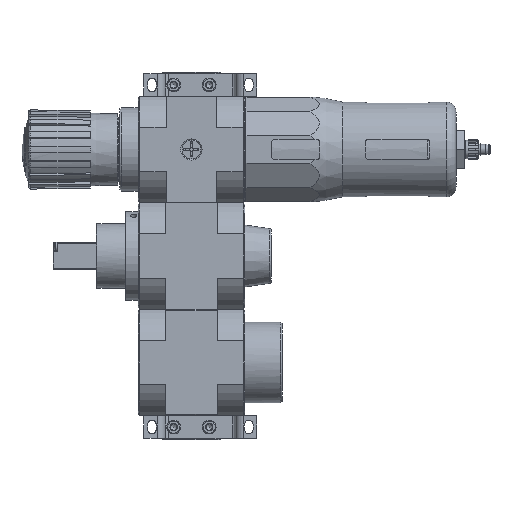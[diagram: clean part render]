
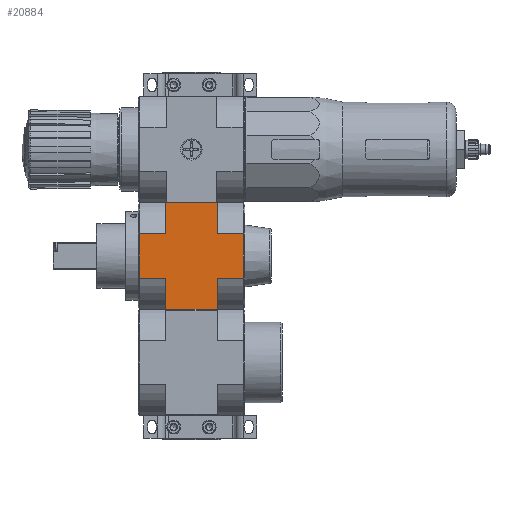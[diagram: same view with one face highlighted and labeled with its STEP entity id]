
A CAD part, left-side view. The second image highlights one B-rep face of the part: STEP entity #20884.
In plain terms, the highlighted face is planar.
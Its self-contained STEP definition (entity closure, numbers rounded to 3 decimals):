
#5602=ORIENTED_EDGE('',*,*,#9963,.T.);
#5603=ORIENTED_EDGE('',*,*,#9964,.F.);
#5604=ORIENTED_EDGE('',*,*,#9965,.T.);
#5605=ORIENTED_EDGE('',*,*,#9947,.T.);
#5606=ORIENTED_EDGE('',*,*,#9966,.F.);
#5607=ORIENTED_EDGE('',*,*,#9967,.F.);
#5608=ORIENTED_EDGE('',*,*,#9968,.F.);
#5609=ORIENTED_EDGE('',*,*,#9969,.F.);
#5610=ORIENTED_EDGE('',*,*,#9970,.F.);
#5611=ORIENTED_EDGE('',*,*,#9955,.T.);
#5612=ORIENTED_EDGE('',*,*,#9971,.T.);
#5613=ORIENTED_EDGE('',*,*,#9972,.F.);
#9947=EDGE_CURVE('',#12407,#12406,#13907,.T.);
#9955=EDGE_CURVE('',#12414,#12413,#13912,.T.);
#9963=EDGE_CURVE('',#12420,#12421,#13920,.T.);
#9964=EDGE_CURVE('',#12422,#12421,#13921,.F.);
#9965=EDGE_CURVE('',#12422,#12407,#13922,.T.);
#9966=EDGE_CURVE('',#12423,#12406,#13923,.T.);
#9967=EDGE_CURVE('',#12424,#12423,#13924,.F.);
#9968=EDGE_CURVE('',#12425,#12424,#13925,.T.);
#9969=EDGE_CURVE('',#12426,#12425,#13926,.T.);
#9970=EDGE_CURVE('',#12414,#12426,#13927,.T.);
#9971=EDGE_CURVE('',#12413,#12427,#13928,.T.);
#9972=EDGE_CURVE('',#12420,#12427,#13929,.T.);
#12406=VERTEX_POINT('',#42165);
#12407=VERTEX_POINT('',#42167);
#12413=VERTEX_POINT('',#42181);
#12414=VERTEX_POINT('',#42183);
#12420=VERTEX_POINT('',#42198);
#12421=VERTEX_POINT('',#42199);
#12422=VERTEX_POINT('',#42201);
#12423=VERTEX_POINT('',#42204);
#12424=VERTEX_POINT('',#42206);
#12425=VERTEX_POINT('',#42208);
#12426=VERTEX_POINT('',#42210);
#12427=VERTEX_POINT('',#42213);
#13907=LINE('',#42166,#15389);
#13912=LINE('',#42182,#15394);
#13920=LINE('',#42197,#15402);
#13921=LINE('',#42200,#15403);
#13922=LINE('',#42202,#15404);
#13923=LINE('',#42203,#15405);
#13924=LINE('',#42205,#15406);
#13925=LINE('',#42207,#15407);
#13926=LINE('',#42209,#15408);
#13927=LINE('',#42211,#15409);
#13928=LINE('',#42212,#15410);
#13929=LINE('',#42214,#15411);
#15389=VECTOR('',#34475,1000.);
#15394=VECTOR('',#34488,1000.);
#15402=VECTOR('',#34498,1000.);
#15403=VECTOR('',#34499,1000.);
#15404=VECTOR('',#34500,1000.);
#15405=VECTOR('',#34501,1000.);
#15406=VECTOR('',#34502,1000.);
#15407=VECTOR('',#34503,1000.);
#15408=VECTOR('',#34504,1000.);
#15409=VECTOR('',#34505,1000.);
#15410=VECTOR('',#34506,1000.);
#15411=VECTOR('',#34507,1000.);
#17022=EDGE_LOOP('',(#5602,#5603,#5604,#5605,#5606,#5607,#5608,#5609,#5610,
#5611,#5612,#5613));
#18711=FACE_BOUND('',#17022,.T.);
#19839=PLANE('',#29826);
#20884=ADVANCED_FACE('',(#18711),#19839,.T.);
#29826=AXIS2_PLACEMENT_3D('',#42196,#34496,#34497);
#34475=DIRECTION('',(0.,-1.,0.));
#34488=DIRECTION('',(0.,1.,0.));
#34496=DIRECTION('',(0.,0.,1.));
#34497=DIRECTION('',(1.,0.,0.));
#34498=DIRECTION('',(-1.,0.,0.));
#34499=DIRECTION('',(0.,-1.,0.));
#34500=DIRECTION('',(-1.,0.,0.));
#34501=DIRECTION('',(-1.,0.,0.));
#34502=DIRECTION('',(0.,-1.,0.));
#34503=DIRECTION('',(-1.,0.,0.));
#34504=DIRECTION('',(0.,-1.,0.));
#34505=DIRECTION('',(-1.,0.,0.));
#34506=DIRECTION('',(-1.,0.,0.));
#34507=DIRECTION('',(0.,-1.,0.));
#42165=CARTESIAN_POINT('',(-33.,-16.,33.));
#42166=CARTESIAN_POINT('',(-33.,32.2,33.));
#42167=CARTESIAN_POINT('',(-33.,16.,33.));
#42181=CARTESIAN_POINT('',(33.,16.,33.));
#42182=CARTESIAN_POINT('',(33.,-32.2,33.));
#42183=CARTESIAN_POINT('',(33.,-16.,33.));
#42196=CARTESIAN_POINT('',(0.,0.,33.));
#42197=CARTESIAN_POINT('',(33.,32.2,33.));
#42198=CARTESIAN_POINT('',(13.75,32.2,33.));
#42199=CARTESIAN_POINT('',(-13.75,32.2,33.));
#42200=CARTESIAN_POINT('',(-13.75,50.,33.));
#42201=CARTESIAN_POINT('',(-13.75,16.,33.));
#42202=CARTESIAN_POINT('',(0.,16.,33.));
#42203=CARTESIAN_POINT('',(0.,-16.,33.));
#42204=CARTESIAN_POINT('',(-13.75,-16.,33.));
#42205=CARTESIAN_POINT('',(-13.75,-16.,33.));
#42206=CARTESIAN_POINT('',(-13.75,-32.2,33.));
#42207=CARTESIAN_POINT('',(33.,-32.2,33.));
#42208=CARTESIAN_POINT('',(13.75,-32.2,33.));
#42209=CARTESIAN_POINT('',(13.75,-16.,33.));
#42210=CARTESIAN_POINT('',(13.75,-16.,33.));
#42211=CARTESIAN_POINT('',(0.,-16.,33.));
#42212=CARTESIAN_POINT('',(0.,16.,33.));
#42213=CARTESIAN_POINT('',(13.75,16.,33.));
#42214=CARTESIAN_POINT('',(13.75,50.,33.));
